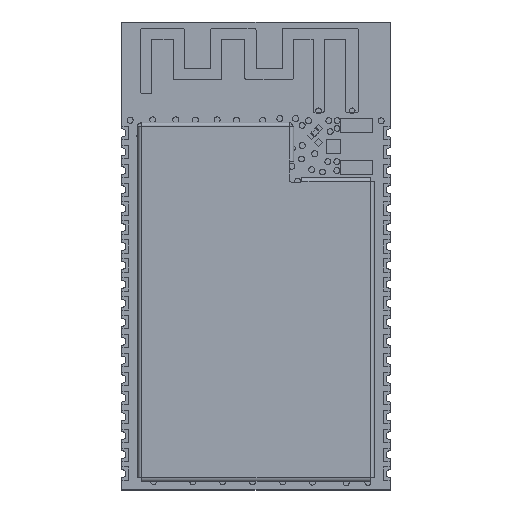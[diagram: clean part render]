
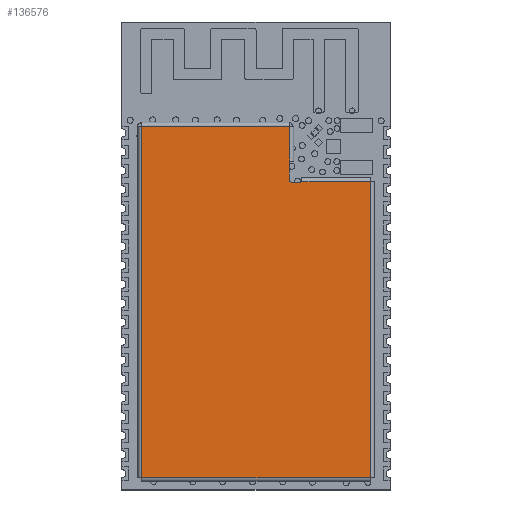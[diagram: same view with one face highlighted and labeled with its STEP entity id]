
A CAD part, top view. The second image highlights one B-rep face of the part: STEP entity #136576.
In plain terms, the highlighted planar face has unit normal (0, 0, 1).
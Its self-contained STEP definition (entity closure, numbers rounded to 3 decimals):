
#4243 = VERTEX_POINT ( 'NONE', #133952 ) ;
#7324 = CIRCLE ( 'NONE', #103681, 0.1 ) ;
#8755 = DIRECTION ( 'NONE',  ( -1., 0., 0. ) ) ;
#12486 = CARTESIAN_POINT ( 'NONE',  ( 10.2, 23.84, 2.5 ) ) ;
#13345 = VERTEX_POINT ( 'NONE', #107861 ) ;
#18120 = VERTEX_POINT ( 'NONE', #60884 ) ;
#20058 = DIRECTION ( 'NONE',  ( 0., 0., -1. ) ) ;
#20087 = DIRECTION ( 'NONE',  ( -1., 0., 0. ) ) ;
#20290 = CARTESIAN_POINT ( 'NONE',  ( 0., 0., 2.5 ) ) ;
#20543 = PLANE ( 'NONE',  #108550 ) ;
#20586 = FACE_OUTER_BOUND ( 'NONE', #142959, .T. ) ;
#20627 = VERTEX_POINT ( 'NONE', #123177 ) ;
#26575 = DIRECTION ( 'NONE',  ( -1., 0., 0. ) ) ;
#27473 = VECTOR ( 'NONE', #32124, 1000. ) ;
#32124 = DIRECTION ( 'NONE',  ( 0., 1., 0. ) ) ;
#32262 = CARTESIAN_POINT ( 'NONE',  ( 15.59, 0., 2.5 ) ) ;
#32284 = LINE ( 'NONE', #32262, #27473 ) ;
#33064 = VECTOR ( 'NONE', #8755, 1000. ) ;
#35870 = CIRCLE ( 'NONE', #132915, 0.1 ) ;
#36191 = DIRECTION ( 'NONE',  ( 0., 0., -1. ) ) ;
#39335 = CARTESIAN_POINT ( 'NONE',  ( 10.85, 20.17, 2.5 ) ) ;
#40733 = CARTESIAN_POINT ( 'NONE',  ( 10.15, 21.34, 2.5 ) ) ;
#44268 = CIRCLE ( 'NONE', #141379, 0.2 ) ;
#46244 = VERTEX_POINT ( 'NONE', #110696 ) ;
#47014 = CARTESIAN_POINT ( 'NONE',  ( 15.59, 0.25, 2.5 ) ) ;
#48280 = CARTESIAN_POINT ( 'NONE',  ( 0.25, 23.84, 2.5 ) ) ;
#59569 = DIRECTION ( 'NONE',  ( 1., 0., 0. ) ) ;
#59949 = VECTOR ( 'NONE', #92875, 1000. ) ;
#60884 = CARTESIAN_POINT ( 'NONE',  ( 10.85, 20.07, 2.5 ) ) ;
#63581 = VERTEX_POINT ( 'NONE', #47014 ) ;
#65554 = DIRECTION ( 'NONE',  ( 0., 1., 0. ) ) ;
#65752 = CARTESIAN_POINT ( 'NONE',  ( 10.2, 0., 2.5 ) ) ;
#65921 = LINE ( 'NONE', #65752, #159342 ) ;
#69905 = VERTEX_POINT ( 'NONE', #139144 ) ;
#74847 = DIRECTION ( 'NONE',  ( -1., 0., 0. ) ) ;
#74875 = DIRECTION ( 'NONE',  ( -1., 0., 0. ) ) ;
#74879 = DIRECTION ( 'NONE',  ( 0., 0., -1. ) ) ;
#75039 = DIRECTION ( 'NONE',  ( 0., 0., -1. ) ) ;
#75069 = CARTESIAN_POINT ( 'NONE',  ( 10.35, 20.27, 2.5 ) ) ;
#75782 = VECTOR ( 'NONE', #102249, 1000. ) ;
#77248 = VECTOR ( 'NONE', #59569, 1000. ) ;
#77888 = CARTESIAN_POINT ( 'NONE',  ( 10.25, 21.34, 2.5 ) ) ;
#81118 = EDGE_CURVE ( 'NONE', #104418, #13345, #102437, .T. ) ;
#81693 = EDGE_CURVE ( 'NONE', #104418, #69905, #7324, .T. ) ;
#81899 = EDGE_CURVE ( 'NONE', #69905, #132943, #65921, .T. ) ;
#84432 = CARTESIAN_POINT ( 'NONE',  ( 15.59, 20.12, 2.5 ) ) ;
#84636 = EDGE_CURVE ( 'NONE', #132943, #119524, #122396, .T. ) ;
#85007 = EDGE_CURVE ( 'NONE', #119524, #20627, #110611, .T. ) ;
#85411 = EDGE_CURVE ( 'NONE', #20627, #63581, #93105, .T. ) ;
#86983 = EDGE_CURVE ( 'NONE', #63581, #159320, #32284, .T. ) ;
#87607 = EDGE_CURVE ( 'NONE', #159320, #46244, #114477, .T. ) ;
#87936 = EDGE_CURVE ( 'NONE', #46244, #18120, #35870, .T. ) ;
#88132 = EDGE_CURVE ( 'NONE', #4243, #18120, #164879, .T. ) ;
#90313 = EDGE_CURVE ( 'NONE', #4243, #13345, #44268, .T. ) ;
#92875 = DIRECTION ( 'NONE',  ( 1., 0., 0. ) ) ;
#93073 = CARTESIAN_POINT ( 'NONE',  ( 0., 0.25, 2.5 ) ) ;
#93105 = LINE ( 'NONE', #93073, #59949 ) ;
#95851 = VECTOR ( 'NONE', #110540, 1000. ) ;
#102249 = DIRECTION ( 'NONE',  ( 0., -1., 0. ) ) ;
#102290 = CARTESIAN_POINT ( 'NONE',  ( 10.15, 20.07, 2.5 ) ) ;
#102437 = LINE ( 'NONE', #102290, #75782 ) ;
#103681 = AXIS2_PLACEMENT_3D ( 'NONE', #77888, #74879, #74847 ) ;
#104418 = VERTEX_POINT ( 'NONE', #40733 ) ;
#107861 = CARTESIAN_POINT ( 'NONE',  ( 10.15, 20.27, 2.5 ) ) ;
#108550 = AXIS2_PLACEMENT_3D ( 'NONE', #20290, #20058, #20087 ) ;
#110540 = DIRECTION ( 'NONE',  ( 0., -1., 0. ) ) ;
#110571 = CARTESIAN_POINT ( 'NONE',  ( 0.25, 0., 2.5 ) ) ;
#110611 = LINE ( 'NONE', #110571, #95851 ) ;
#110696 = CARTESIAN_POINT ( 'NONE',  ( 10.937, 20.12, 2.5 ) ) ;
#114477 = LINE ( 'NONE', #167475, #33064 ) ;
#115339 = VECTOR ( 'NONE', #122185, 1000. ) ;
#119524 = VERTEX_POINT ( 'NONE', #48280 ) ;
#122185 = DIRECTION ( 'NONE',  ( -1., 0., 0. ) ) ;
#122365 = CARTESIAN_POINT ( 'NONE',  ( 0., 23.84, 2.5 ) ) ;
#122396 = LINE ( 'NONE', #122365, #115339 ) ;
#123177 = CARTESIAN_POINT ( 'NONE',  ( 0.25, 0.25, 2.5 ) ) ;
#130955 = ORIENTED_EDGE ( 'NONE', *, *, #81118, .F. ) ;
#131304 = ORIENTED_EDGE ( 'NONE', *, *, #81693, .T. ) ;
#131542 = ORIENTED_EDGE ( 'NONE', *, *, #81899, .T. ) ;
#132915 = AXIS2_PLACEMENT_3D ( 'NONE', #39335, #36191, #26575 ) ;
#132943 = VERTEX_POINT ( 'NONE', #12486 ) ;
#133691 = ORIENTED_EDGE ( 'NONE', *, *, #84636, .T. ) ;
#133952 = CARTESIAN_POINT ( 'NONE',  ( 10.35, 20.07, 2.5 ) ) ;
#134083 = ORIENTED_EDGE ( 'NONE', *, *, #85007, .T. ) ;
#136576 = ADVANCED_FACE ( 'NONE', ( #20586 ), #20543, .F. ) ;
#138091 = ORIENTED_EDGE ( 'NONE', *, *, #85411, .T. ) ;
#138484 = ORIENTED_EDGE ( 'NONE', *, *, #86983, .T. ) ;
#139144 = CARTESIAN_POINT ( 'NONE',  ( 10.2, 21.427, 2.5 ) ) ;
#141379 = AXIS2_PLACEMENT_3D ( 'NONE', #75069, #75039, #74875 ) ;
#141937 = ORIENTED_EDGE ( 'NONE', *, *, #87607, .T. ) ;
#142432 = ORIENTED_EDGE ( 'NONE', *, *, #87936, .T. ) ;
#142959 = EDGE_LOOP ( 'NONE', ( #130955, #131304, #131542, #133691, #134083, #138091, #138484, #141937, #142432, #145576, #145920 ) ) ;
#145576 = ORIENTED_EDGE ( 'NONE', *, *, #88132, .F. ) ;
#145920 = ORIENTED_EDGE ( 'NONE', *, *, #90313, .T. ) ;
#159320 = VERTEX_POINT ( 'NONE', #84432 ) ;
#159342 = VECTOR ( 'NONE', #65554, 1000. ) ;
#164698 = CARTESIAN_POINT ( 'NONE',  ( 10.15, 20.07, 2.5 ) ) ;
#164879 = LINE ( 'NONE', #164698, #77248 ) ;
#167475 = CARTESIAN_POINT ( 'NONE',  ( 0., 20.12, 2.5 ) ) ;
